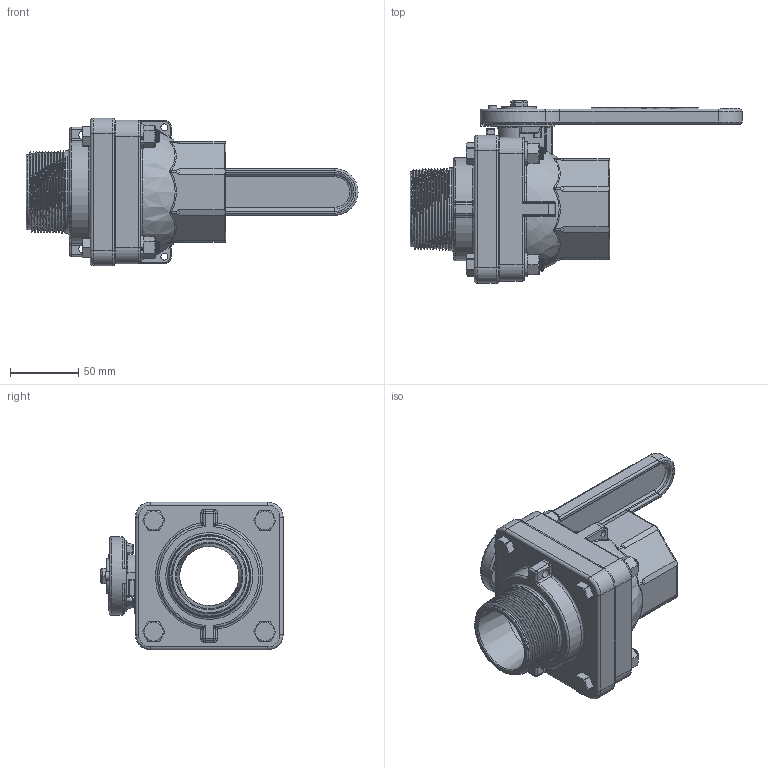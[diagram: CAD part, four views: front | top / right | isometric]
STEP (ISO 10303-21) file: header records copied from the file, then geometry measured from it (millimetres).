
FILE_DESCRIPTION(/* description */ ('2" FP MNPT X 2" FNPT VALVE'),/* implementation_level */ '2;1');
FILE_NAME(/* name */ 'VSMT204FP.stp',/* time_stamp */ '2022-09-15T13:18:31-04:00',/* author */ ('MEG'),/* organization */ (''),/* preprocessor_version */ 'ST-DEVELOPER v18.1',/* originating_system */ 'Autodesk Inventor 2022',/* authorisation */ '');
FILE_SCHEMA (('AUTOMOTIVE_DESIGN { 1 0 10303 214 3 1 1 }'));
Products named in the file (22): VSMT204FP; VFT25254; VFT25254Y; VFT25254X; VS20151; V20151; V20010SS; V20018; V20019; V20020; V20021; A93M250V; VS25153; VS25255; VS25255M; VS25255X; VS25258AR1; VSMT25356; VSMT25356X; V20060; V20163; SB075100188T
Assembly tree (31 placements, depth 4):
  VSMT204FP
    VFT25254
      VFT25254Y
        VFT25254X
    VS20151
      V20151
    V20010SS  x4
    V20018  x4
    V20019  x4
    V20020
    V20021
    A93M250V
    VS25153
    VS25255
      VS25255M
        VS25255X
    VS25258AR1  x2
    VSMT25356
      VSMT25356X
    V20060
    V20163
    SB075100188T
Bounding box: 242.57 x 133.15 x 107.95 mm (x, y, z)
Volume: 672378.3 mm3; surface area: 197888 mm2
Topology: 26 solids, 27 shells, 2046 faces, 4809 edges, 2864 vertices
Faces by surface type: plane 631, cylinder 625, cone 490, bspline 169, torus 114, sphere 17
Full cylindrical faces by diameter (mm): 2.997 x1, 4.978 x1, 5.08 x2, 6.35 x1, 6.604 x2, 7.144 x1, 8.915 x4, 9.525 x4, 11.176 x8, 18.923 x1, 19.05 x2, 19.304 x1, 23.063 x1, 23.812 x1, 24.13 x1, 25.349 x1, 25.4 x1, 25.527 x1, 44.196 x1, 46.99 x1, 50.8 x1, 51.435 x2, 54.102 x2, 55.118 x1, 60.452 x1, 61.265 x2, 61.366 x2, 92.075 x1, 97.79 x1, 98.476 x1
Entity records: 56404 total; most frequent: CARTESIAN_POINT 24237, ORIENTED_EDGE 6672, DIRECTION 6210, EDGE_CURVE 3336, AXIS2_PLACEMENT_3D 2166, VERTEX_POINT 2075, LINE 1878, VECTOR 1878
